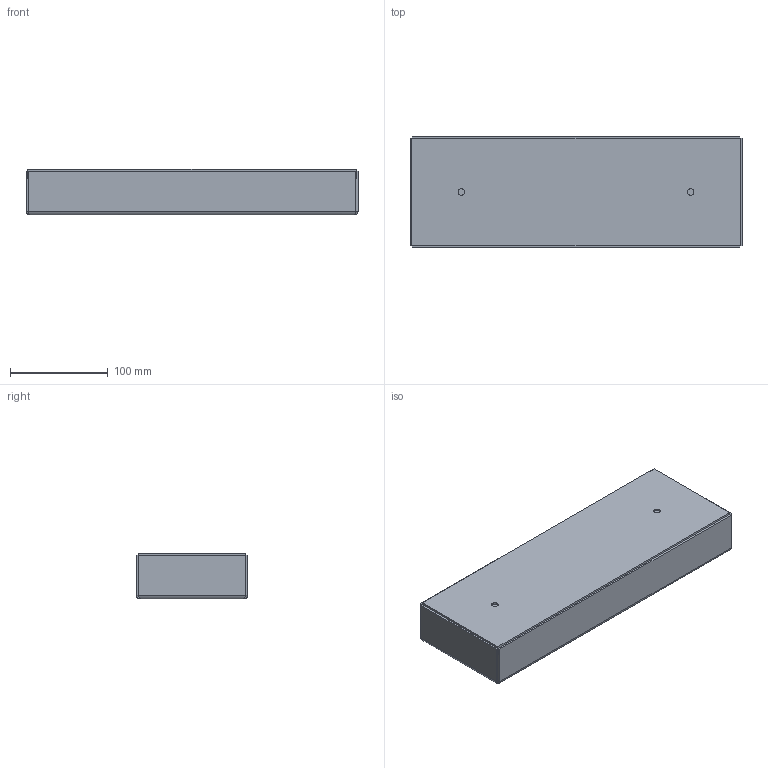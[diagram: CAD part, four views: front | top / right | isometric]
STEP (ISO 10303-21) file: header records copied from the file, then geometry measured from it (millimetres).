
FILE_DESCRIPTION(/* description */ (''),/* implementation_level */ '2;1');
FILE_NAME(/* name */ 'SVMF010340.stp',/* time_stamp */ '2023-12-08T12:00:12+01:00',/* author */ ('EN'),/* organization */ (''),/* preprocessor_version */ 'ST-DEVELOPER v18.1',/* originating_system */ 'Autodesk Inventor 2021',/* authorisation */ '');
FILE_SCHEMA (('AUTOMOTIVE_DESIGN { 1 0 10303 214 3 1 1 }'));
Length unit declared in the file: millimetre
Products named in the file (1): SVMF010340_Obal_1
Bounding box: 340 x 114 x 47 mm (x, y, z)
Volume: 1814101.7 mm3; surface area: 118679.4 mm2
Topology: 1 solids, 1 shells, 50 faces, 118 edges, 72 vertices
Faces by surface type: plane 28, bspline 16, cylinder 6
Full cylindrical faces by diameter (mm): 6.647 x2
Entity records: 1857 total; most frequent: CARTESIAN_POINT 721, ORIENTED_EDGE 236, DIRECTION 160, EDGE_CURVE 118, LINE 82, VECTOR 82, VERTEX_POINT 72, EDGE_LOOP 52
